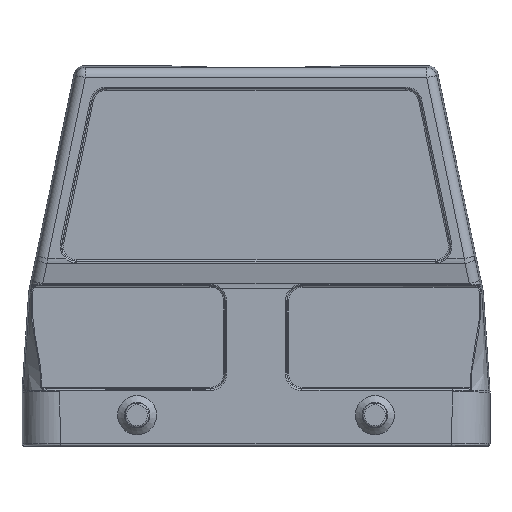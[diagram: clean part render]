
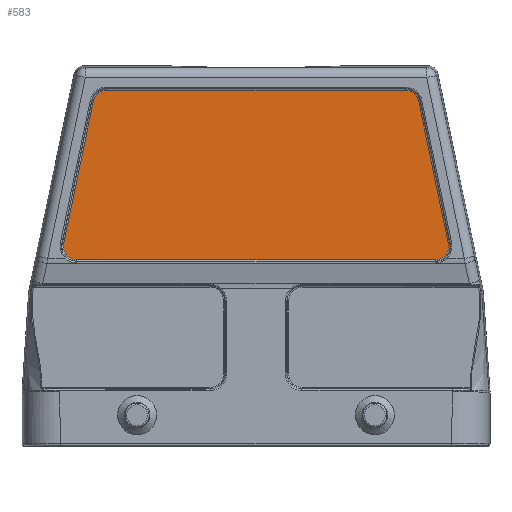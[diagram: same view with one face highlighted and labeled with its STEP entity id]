
A CAD part, front view. The second image highlights one B-rep face of the part: STEP entity #583.
In plain terms, the highlighted planar face has unit normal (0, -1, 0).
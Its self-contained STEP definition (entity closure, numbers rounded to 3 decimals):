
#583=ADVANCED_FACE('',(#1122),#1018,.T.);
#1018=PLANE('',#7032);
#1122=FACE_OUTER_BOUND('',#1546,.T.);
#1546=EDGE_LOOP('',(#3300,#3301,#3302,#3303,#3304,#3305,#3306,#3307));
#2055=B_SPLINE_CURVE_WITH_KNOTS('',3,(#10215,#10216,#10217,#10218,#10219,
#10220,#10221,#10222,#10223,#10224),.UNSPECIFIED.,.F.,.F.,(4,2,2,2,4),(0.,
0.25,0.5,0.75,1.),.UNSPECIFIED.);
#2056=B_SPLINE_CURVE_WITH_KNOTS('',3,(#10228,#10229,#10230,#10231,#10232,
#10233),.UNSPECIFIED.,.F.,.F.,(4,2,4),(0.,0.5,1.),.UNSPECIFIED.);
#2057=B_SPLINE_CURVE_WITH_KNOTS('',3,(#10237,#10238,#10239,#10240,#10241,
#10242),.UNSPECIFIED.,.F.,.F.,(4,2,4),(0.,0.5,1.),.UNSPECIFIED.);
#2058=B_SPLINE_CURVE_WITH_KNOTS('',3,(#10246,#10247,#10248,#10249,#10250,
#10251,#10252,#10253,#10254,#10255),.UNSPECIFIED.,.F.,.F.,(4,2,2,2,4),(0.,
0.25,0.5,0.75,1.),.UNSPECIFIED.);
#2469=LINE('',#10212,#2814);
#2470=LINE('',#10226,#2815);
#2471=LINE('',#10235,#2816);
#2472=LINE('',#10244,#2817);
#2814=VECTOR('',#7815,1.);
#2815=VECTOR('',#7816,1.);
#2816=VECTOR('',#7817,1.);
#2817=VECTOR('',#7818,1.);
#3300=ORIENTED_EDGE('',*,*,#5926,.T.);
#3301=ORIENTED_EDGE('',*,*,#5927,.T.);
#3302=ORIENTED_EDGE('',*,*,#5928,.T.);
#3303=ORIENTED_EDGE('',*,*,#5929,.T.);
#3304=ORIENTED_EDGE('',*,*,#5930,.T.);
#3305=ORIENTED_EDGE('',*,*,#5931,.T.);
#3306=ORIENTED_EDGE('',*,*,#5932,.T.);
#3307=ORIENTED_EDGE('',*,*,#5933,.T.);
#5285=VERTEX_POINT('',#10213);
#5286=VERTEX_POINT('',#10214);
#5287=VERTEX_POINT('',#10225);
#5288=VERTEX_POINT('',#10227);
#5289=VERTEX_POINT('',#10234);
#5290=VERTEX_POINT('',#10236);
#5291=VERTEX_POINT('',#10243);
#5292=VERTEX_POINT('',#10245);
#5926=EDGE_CURVE('',#5285,#5286,#2469,.T.);
#5927=EDGE_CURVE('',#5286,#5287,#2055,.T.);
#5928=EDGE_CURVE('',#5287,#5288,#2470,.T.);
#5929=EDGE_CURVE('',#5288,#5289,#2056,.T.);
#5930=EDGE_CURVE('',#5289,#5290,#2471,.T.);
#5931=EDGE_CURVE('',#5290,#5291,#2057,.T.);
#5932=EDGE_CURVE('',#5291,#5292,#2472,.T.);
#5933=EDGE_CURVE('',#5292,#5285,#2058,.T.);
#7032=AXIS2_PLACEMENT_3D('',#10256,#7819,#7820);
#7815=DIRECTION('',(-1.,0.,0.));
#7816=DIRECTION('',(-0.204,0.,-0.979));
#7817=DIRECTION('',(1.,0.,0.));
#7818=DIRECTION('',(-0.204,0.,0.979));
#7819=DIRECTION('',(0.,-1.,0.));
#7820=DIRECTION('',(1.,0.,0.));
#10212=CARTESIAN_POINT('',(-29.852,-21.499,-4.875));
#10213=CARTESIAN_POINT('',(29.852,-21.499,-4.875));
#10214=CARTESIAN_POINT('',(-29.852,-21.499,-4.875));
#10215=CARTESIAN_POINT('',(-29.852,-21.499,-4.875));
#10216=CARTESIAN_POINT('',(-30.127,-21.499,-4.875));
#10217=CARTESIAN_POINT('',(-30.385,-21.499,-4.909));
#10218=CARTESIAN_POINT('',(-30.985,-21.499,-5.104));
#10219=CARTESIAN_POINT('',(-31.312,-21.499,-5.279));
#10220=CARTESIAN_POINT('',(-31.835,-21.499,-5.715));
#10221=CARTESIAN_POINT('',(-32.065,-21.499,-6.008));
#10222=CARTESIAN_POINT('',(-32.348,-21.499,-6.522));
#10223=CARTESIAN_POINT('',(-32.429,-21.499,-6.75));
#10224=CARTESIAN_POINT('',(-32.484,-21.499,-7.014));
#10225=CARTESIAN_POINT('',(-32.484,-21.499,-7.014));
#10226=CARTESIAN_POINT('',(-38.431,-21.499,-35.485));
#10227=CARTESIAN_POINT('',(-38.431,-21.499,-35.485));
#10228=CARTESIAN_POINT('',(-38.431,-21.499,-35.485));
#10229=CARTESIAN_POINT('',(-38.595,-21.499,-36.27));
#10230=CARTESIAN_POINT('',(-38.387,-21.499,-37.12));
#10231=CARTESIAN_POINT('',(-37.391,-21.499,-38.346));
#10232=CARTESIAN_POINT('',(-36.602,-21.499,-38.723));
#10233=CARTESIAN_POINT('',(-35.799,-21.499,-38.724));
#10234=CARTESIAN_POINT('',(-35.799,-21.499,-38.724));
#10235=CARTESIAN_POINT('',(35.799,-21.499,-38.724));
#10236=CARTESIAN_POINT('',(35.799,-21.499,-38.724));
#10237=CARTESIAN_POINT('',(35.799,-21.499,-38.724));
#10238=CARTESIAN_POINT('',(36.601,-21.499,-38.723));
#10239=CARTESIAN_POINT('',(37.39,-21.499,-38.346));
#10240=CARTESIAN_POINT('',(38.386,-21.499,-37.121));
#10241=CARTESIAN_POINT('',(38.595,-21.499,-36.271));
#10242=CARTESIAN_POINT('',(38.431,-21.499,-35.485));
#10243=CARTESIAN_POINT('',(38.431,-21.499,-35.485));
#10244=CARTESIAN_POINT('',(32.484,-21.499,-7.014));
#10245=CARTESIAN_POINT('',(32.484,-21.499,-7.014));
#10246=CARTESIAN_POINT('',(32.484,-21.499,-7.014));
#10247=CARTESIAN_POINT('',(32.428,-21.499,-6.745));
#10248=CARTESIAN_POINT('',(32.342,-21.499,-6.499));
#10249=CARTESIAN_POINT('',(32.028,-21.499,-5.952));
#10250=CARTESIAN_POINT('',(31.79,-21.499,-5.667));
#10251=CARTESIAN_POINT('',(31.256,-21.499,-5.244));
#10252=CARTESIAN_POINT('',(30.922,-21.499,-5.079));
#10253=CARTESIAN_POINT('',(30.361,-21.499,-4.907));
#10254=CARTESIAN_POINT('',(30.122,-21.499,-4.875));
#10255=CARTESIAN_POINT('',(29.852,-21.499,-4.875));
#10256=CARTESIAN_POINT('',(0.,-21.499,0.));
